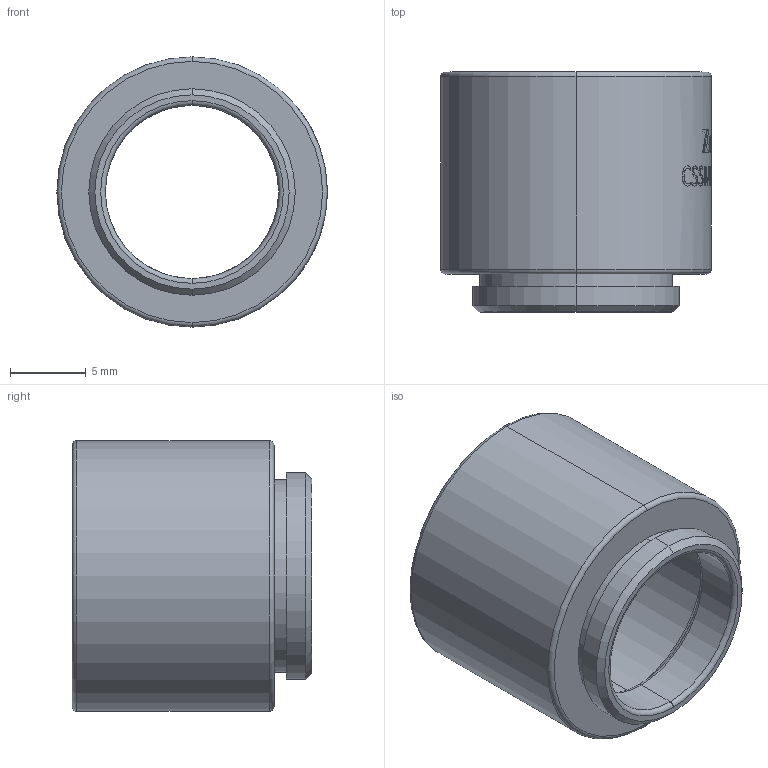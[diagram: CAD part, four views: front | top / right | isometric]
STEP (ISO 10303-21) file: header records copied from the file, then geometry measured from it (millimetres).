
FILE_DESCRIPTION (( 'STEP AP203' ), '1' );
FILE_NAME ('CSSM05-12.5A.STEP', '2025-08-29T01:16:30', ( '' ), ( '' ), 'SwSTEP 2.0', 'SolidWorks 2020', '' );
FILE_SCHEMA (( 'CONFIG_CONTROL_DESIGN' ));
Length unit declared in the file: millimetre
Products named in the file (1): CSSM05-12.5A
Bounding box: 17.8 x 15.8 x 17.8 mm (x, y, z)
Volume: 1546 mm3; surface area: 2018.2 mm2
Topology: 2 solids, 2 shells, 378 faces, 1025 edges, 678 vertices
Faces by surface type: bspline 288, cylinder 40, plane 30, cone 12, torus 8
Entity records: 22456 total; most frequent: CARTESIAN_POINT 15464, ORIENTED_EDGE 2050, EDGE_CURVE 1025, B_SPLINE_CURVE_WITH_KNOTS 917, VERTEX_POINT 678, EDGE_LOOP 409, ADVANCED_FACE 378, FACE_OUTER_BOUND 378
